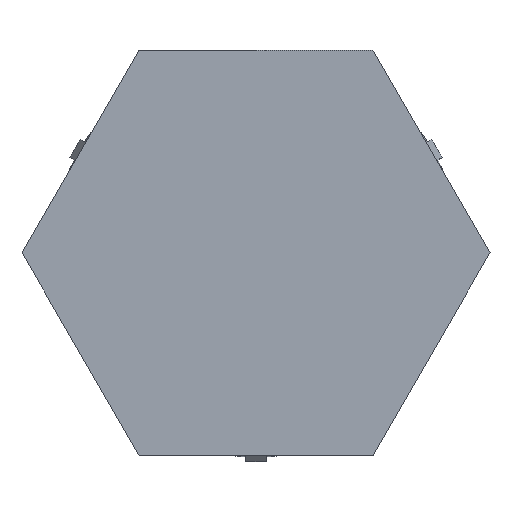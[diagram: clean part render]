
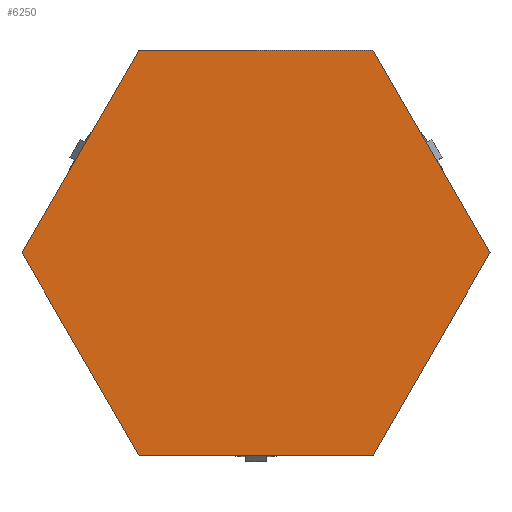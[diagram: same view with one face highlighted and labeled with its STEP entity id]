
A CAD part, front view. The second image highlights one B-rep face of the part: STEP entity #6250.
In plain terms, the highlighted planar face has unit normal (0, -1, 0).
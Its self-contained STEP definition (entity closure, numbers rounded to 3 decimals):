
#179 = LINE ( 'NONE', #7245, #5122 ) ;
#331 = VERTEX_POINT ( 'NONE', #8871 ) ;
#463 = DIRECTION ( 'NONE',  ( -1., 0., 0. ) ) ;
#637 = CARTESIAN_POINT ( 'NONE',  ( -225., -15., -389.711 ) ) ;
#929 = CARTESIAN_POINT ( 'NONE',  ( 225., -15., 389.711 ) ) ;
#1451 = LINE ( 'NONE', #6259, #8409 ) ;
#1917 = CARTESIAN_POINT ( 'NONE',  ( -225., -15., 389.711 ) ) ;
#2305 = DIRECTION ( 'NONE',  ( 0., 0., 1. ) ) ;
#2650 = LINE ( 'NONE', #5216, #9187 ) ;
#2785 = VERTEX_POINT ( 'NONE', #637 ) ;
#2883 = DIRECTION ( 'NONE',  ( -0.5, 0., -0.866 ) ) ;
#2951 = LINE ( 'NONE', #6361, #4311 ) ;
#2984 = VECTOR ( 'NONE', #8979, 1000. ) ;
#3251 = LINE ( 'NONE', #1917, #2984 ) ;
#3409 = CARTESIAN_POINT ( 'NONE',  ( -225., -15., 389.711 ) ) ;
#3412 = VERTEX_POINT ( 'NONE', #3409 ) ;
#3972 = EDGE_CURVE ( 'NONE', #2785, #5732, #15159, .T. ) ;
#4311 = VECTOR ( 'NONE', #463, 1000. ) ;
#4630 = PLANE ( 'NONE',  #11235 ) ;
#4951 = DIRECTION ( 'NONE',  ( 0.5, 0., -0.866 ) ) ;
#5122 = VECTOR ( 'NONE', #11957, 1000. ) ;
#5216 = CARTESIAN_POINT ( 'NONE',  ( 450., -15., 0. ) ) ;
#5732 = VERTEX_POINT ( 'NONE', #8150 ) ;
#6250 = ADVANCED_FACE ( 'NONE', ( #7973 ), #4630, .F. ) ;
#6259 = CARTESIAN_POINT ( 'NONE',  ( 225., -15., 389.711 ) ) ;
#6361 = CARTESIAN_POINT ( 'NONE',  ( 225., -15., -389.711 ) ) ;
#6836 = VERTEX_POINT ( 'NONE', #929 ) ;
#7245 = CARTESIAN_POINT ( 'NONE',  ( -450., -15., 0. ) ) ;
#7973 = FACE_OUTER_BOUND ( 'NONE', #10786, .T. ) ;
#8150 = CARTESIAN_POINT ( 'NONE',  ( -450., -15., 0. ) ) ;
#8208 = CARTESIAN_POINT ( 'NONE',  ( 0., -15., 0. ) ) ;
#8253 = EDGE_CURVE ( 'NONE', #3412, #6836, #3251, .T. ) ;
#8400 = ORIENTED_EDGE ( 'NONE', *, *, #3972, .F. ) ;
#8409 = VECTOR ( 'NONE', #4951, 1000. ) ;
#8612 = VERTEX_POINT ( 'NONE', #12590 ) ;
#8728 = VECTOR ( 'NONE', #12829, 1000. ) ;
#8871 = CARTESIAN_POINT ( 'NONE',  ( 225., -15., -389.711 ) ) ;
#8879 = EDGE_CURVE ( 'NONE', #8612, #331, #2650, .T. ) ;
#8975 = ORIENTED_EDGE ( 'NONE', *, *, #10309, .F. ) ;
#8979 = DIRECTION ( 'NONE',  ( 1., 0., 0. ) ) ;
#9187 = VECTOR ( 'NONE', #2883, 1000. ) ;
#9280 = ORIENTED_EDGE ( 'NONE', *, *, #9411, .F. ) ;
#9411 = EDGE_CURVE ( 'NONE', #6836, #8612, #1451, .T. ) ;
#9710 = ORIENTED_EDGE ( 'NONE', *, *, #8253, .F. ) ;
#10309 = EDGE_CURVE ( 'NONE', #331, #2785, #2951, .T. ) ;
#10786 = EDGE_LOOP ( 'NONE', ( #9280, #9710, #13860, #8400, #8975, #12148 ) ) ;
#11235 = AXIS2_PLACEMENT_3D ( 'NONE', #8208, #12676, #2305 ) ;
#11957 = DIRECTION ( 'NONE',  ( 0.5, 0., 0.866 ) ) ;
#12148 = ORIENTED_EDGE ( 'NONE', *, *, #8879, .F. ) ;
#12590 = CARTESIAN_POINT ( 'NONE',  ( 450., -15., 0. ) ) ;
#12676 = DIRECTION ( 'NONE',  ( 0., 1., 0. ) ) ;
#12829 = DIRECTION ( 'NONE',  ( -0.5, 0., 0.866 ) ) ;
#13051 = CARTESIAN_POINT ( 'NONE',  ( -225., -15., -389.711 ) ) ;
#13860 = ORIENTED_EDGE ( 'NONE', *, *, #14210, .F. ) ;
#14210 = EDGE_CURVE ( 'NONE', #5732, #3412, #179, .T. ) ;
#15159 = LINE ( 'NONE', #13051, #8728 ) ;
